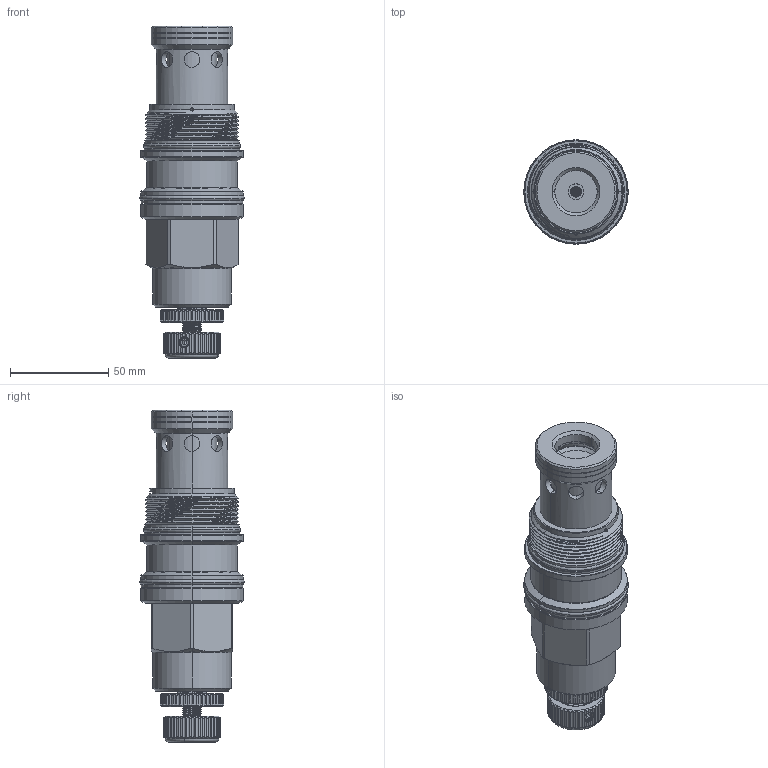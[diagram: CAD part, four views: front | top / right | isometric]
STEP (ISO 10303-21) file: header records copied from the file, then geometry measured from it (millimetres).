
FILE_DESCRIPTION (( 'STEP AP203' ), '1' );
FILE_NAME ('RV19A3G-K.STEP', '2020-03-24T06:06:19', ( '' ), ( '' ), 'SwSTEP 2.0', 'SolidWorks 2018', '' );
FILE_SCHEMA (( 'CONFIG_CONTROL_DESIGN' ));
Products named in the file (1): RV19A3G-K
Bounding box: 53.11 x 53.11 x 168.84 mm (x, y, z)
Volume: 215904.9 mm3; surface area: 43978.8 mm2
Topology: 13 solids, 13 shells, 1372 faces, 3797 edges, 2420 vertices
Faces by surface type: cylinder 853, plane 217, cone 122, torus 110, bspline 60, sphere 10
Entity records: 101455 total; most frequent: CARTESIAN_POINT 68760, ORIENTED_EDGE 7530, DIRECTION 5573, EDGE_CURVE 3765, VERTEX_POINT 2414, AXIS2_PLACEMENT_3D 2137, EDGE_LOOP 1799, B_SPLINE_CURVE_WITH_KNOTS 1450
